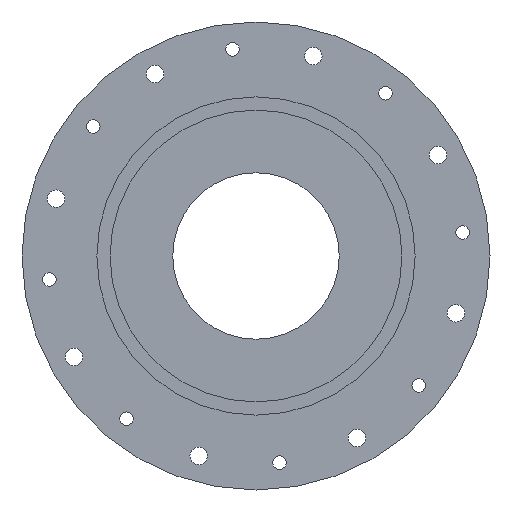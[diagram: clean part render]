
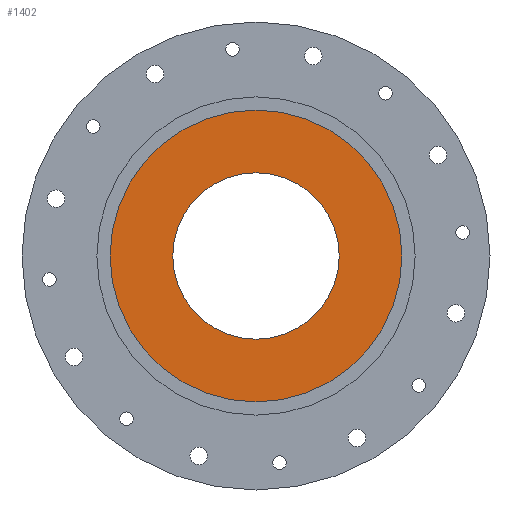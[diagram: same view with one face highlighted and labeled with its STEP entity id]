
A CAD part, front view. The second image highlights one B-rep face of the part: STEP entity #1402.
In plain terms, the highlighted planar face has unit normal (0, -1, 0).
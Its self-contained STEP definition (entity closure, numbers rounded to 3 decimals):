
#145 = EDGE_CURVE ( 'NONE', #434, #2135, #1956, .T. ) ;
#197 = CARTESIAN_POINT ( 'NONE',  ( 0., 0., 0. ) ) ;
#277 = AXIS2_PLACEMENT_3D ( 'NONE', #197, #1180, #1802 ) ;
#287 = AXIS2_PLACEMENT_3D ( 'NONE', #1317, #2261, #798 ) ;
#403 = FACE_OUTER_BOUND ( 'NONE', #1410, .T. ) ;
#434 = VERTEX_POINT ( 'NONE', #1102 ) ;
#586 = CARTESIAN_POINT ( 'NONE',  ( 0., 0., 0. ) ) ;
#787 = DIRECTION ( 'NONE',  ( 0., 0., 1. ) ) ;
#798 = DIRECTION ( 'NONE',  ( 0., 0., 1. ) ) ;
#915 = EDGE_CURVE ( 'NONE', #1719, #1993, #2127, .T. ) ;
#944 = AXIS2_PLACEMENT_3D ( 'NONE', #1564, #2551, #1580 ) ;
#971 = CIRCLE ( 'NONE', #1290, 40. ) ;
#1045 = CARTESIAN_POINT ( 'NONE',  ( 0., 0., 0. ) ) ;
#1102 = CARTESIAN_POINT ( 'NONE',  ( 0., 0., -70.155 ) ) ;
#1180 = DIRECTION ( 'NONE',  ( 0., 1., 0. ) ) ;
#1290 = AXIS2_PLACEMENT_3D ( 'NONE', #586, #2586, #787 ) ;
#1302 = EDGE_LOOP ( 'NONE', ( #1930, #1465 ) ) ;
#1317 = CARTESIAN_POINT ( 'NONE',  ( 0., 0., 0. ) ) ;
#1365 = PLANE ( 'NONE',  #277 ) ;
#1402 = ADVANCED_FACE ( 'NONE', ( #2385, #403 ), #1365, .F. ) ;
#1407 = ORIENTED_EDGE ( 'NONE', *, *, #145, .F. ) ;
#1410 = EDGE_LOOP ( 'NONE', ( #1407, #1963 ) ) ;
#1453 = EDGE_CURVE ( 'NONE', #2135, #434, #1871, .T. ) ;
#1464 = DIRECTION ( 'NONE',  ( 0., 1., 0. ) ) ;
#1465 = ORIENTED_EDGE ( 'NONE', *, *, #915, .T. ) ;
#1564 = CARTESIAN_POINT ( 'NONE',  ( 0., 0., 0. ) ) ;
#1580 = DIRECTION ( 'NONE',  ( 0., 0., 1. ) ) ;
#1633 = CARTESIAN_POINT ( 'NONE',  ( 0., 0., 70.155 ) ) ;
#1667 = DIRECTION ( 'NONE',  ( 0., 0., 1. ) ) ;
#1681 = CARTESIAN_POINT ( 'NONE',  ( 0., 0., -40. ) ) ;
#1719 = VERTEX_POINT ( 'NONE', #2301 ) ;
#1802 = DIRECTION ( 'NONE',  ( 0., 0., 1. ) ) ;
#1871 = CIRCLE ( 'NONE', #2031, 70.155 ) ;
#1930 = ORIENTED_EDGE ( 'NONE', *, *, #2088, .T. ) ;
#1956 = CIRCLE ( 'NONE', #944, 70.155 ) ;
#1963 = ORIENTED_EDGE ( 'NONE', *, *, #1453, .F. ) ;
#1993 = VERTEX_POINT ( 'NONE', #1681 ) ;
#2031 = AXIS2_PLACEMENT_3D ( 'NONE', #1045, #1464, #1667 ) ;
#2088 = EDGE_CURVE ( 'NONE', #1993, #1719, #971, .T. ) ;
#2127 = CIRCLE ( 'NONE', #287, 40. ) ;
#2135 = VERTEX_POINT ( 'NONE', #1633 ) ;
#2261 = DIRECTION ( 'NONE',  ( 0., 1., 0. ) ) ;
#2301 = CARTESIAN_POINT ( 'NONE',  ( 0., 0., 40. ) ) ;
#2385 = FACE_BOUND ( 'NONE', #1302, .T. ) ;
#2551 = DIRECTION ( 'NONE',  ( 0., 1., 0. ) ) ;
#2586 = DIRECTION ( 'NONE',  ( 0., 1., 0. ) ) ;
